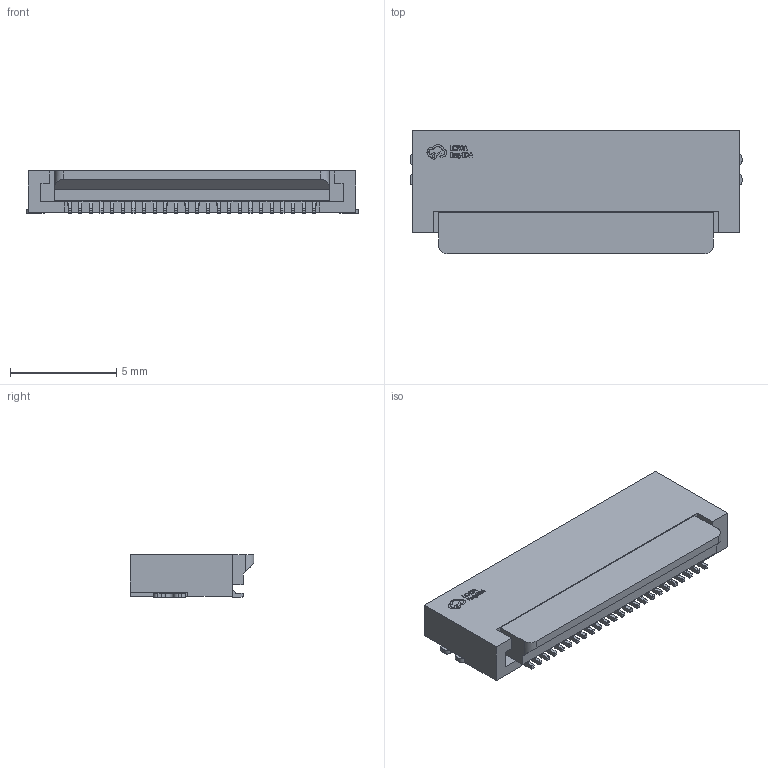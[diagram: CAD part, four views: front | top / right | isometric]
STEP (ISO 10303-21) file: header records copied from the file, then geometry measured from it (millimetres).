
FILE_DESCRIPTION (( 'STEP AP214' ), '1' );
FILE_NAME ('FPC-SMD_P0.50-24P_QCHF-SM-H2.0.step', '2022-07-06T16:02:41', ( '' ), ( '' ), 'SwSTEP 2.0', 'SolidWorks 2020', '' );
FILE_SCHEMA (( 'AUTOMOTIVE_DESIGN' ));
Length unit declared in the file: millimetre
Products named in the file (1): FPC-SMD_P0.50-24P_QCHF-SM-H2.0
Bounding box: 15.6 x 5.8 x 2.01 mm (x, y, z)
Volume: 122.4 mm3; surface area: 780.2 mm2
Topology: 28 solids, 28 shells, 1283 faces, 3738 edges, 2492 vertices
Faces by surface type: plane 999, bspline 146, cylinder 138
Entity records: 57512 total; most frequent: CARTESIAN_POINT 11130, ORIENTED_EDGE 7476, DIRECTION 5990, EDGE_CURVE 3738, LINE 3166, VECTOR 3166, VERTEX_POINT 2492, AXIS2_PLACEMENT_3D 1412
